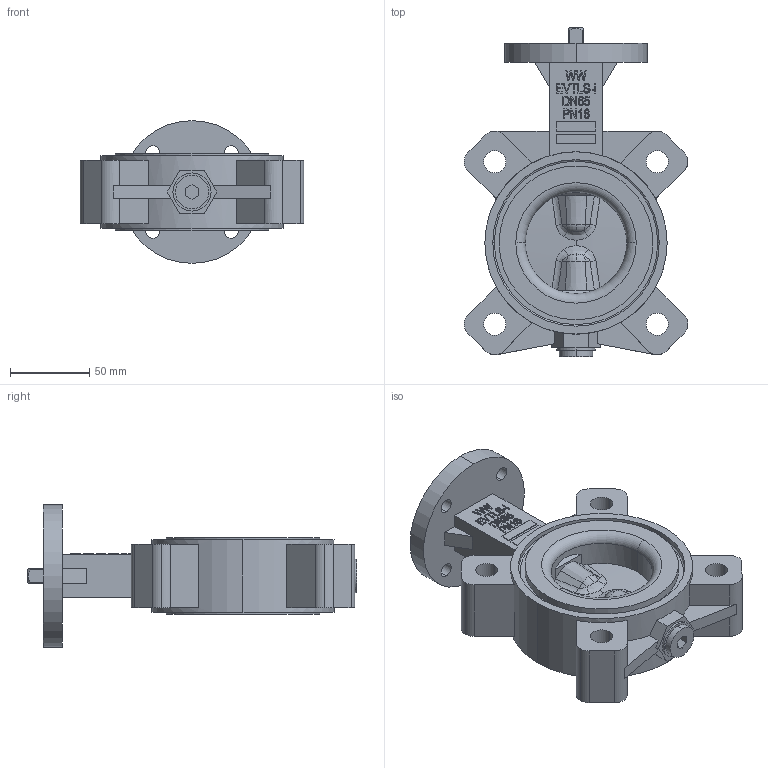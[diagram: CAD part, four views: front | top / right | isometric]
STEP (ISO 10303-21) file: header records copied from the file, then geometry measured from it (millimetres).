
FILE_DESCRIPTION (( 'STEP AP203' ), '1' );
FILE_NAME ('EVTLS-i DN65 PN16 F07-L9.STEP', '2024-04-22T12:52:36', ( '' ), ( '' ), 'SwSTEP 2.0', 'SolidWorks 2015', '' );
FILE_SCHEMA (( 'CONFIG_CONTROL_DESIGN' ));
Length unit declared in the file: millimetre
Products named in the file (1): EVTLS-i DN65 PN16 F07-L9
Bounding box: 141.13 x 207.7 x 90 mm (x, y, z)
Volume: 627281.5 mm3; surface area: 100792 mm2
Topology: 1 solids, 1 shells, 452 faces, 1194 edges, 783 vertices
Faces by surface type: plane 261, bspline 86, cylinder 68, torus 24, cone 9, sphere 4
Entity records: 18493 total; most frequent: CARTESIAN_POINT 7672, ORIENTED_EDGE 2388, DIRECTION 1941, EDGE_CURVE 1194, VERTEX_POINT 783, VECTOR 739, LINE 739, AXIS2_PLACEMENT_3D 601
